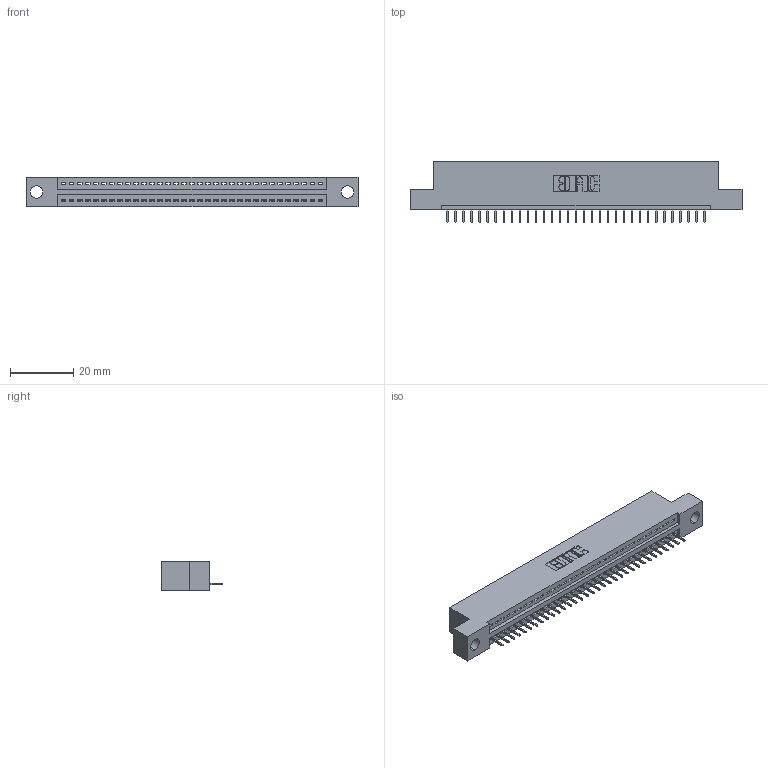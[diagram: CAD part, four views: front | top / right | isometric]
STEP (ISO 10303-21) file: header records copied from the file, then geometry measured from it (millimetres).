
FILE_DESCRIPTION (( 'STEP AP203' ), '1' );
FILE_NAME ('345-033-524-104.STEP', '2021-05-26T14:44:00', ( '' ), ( '' ), 'SwSTEP 2.0', 'SolidWorks 2020', '' );
FILE_SCHEMA (( 'CONFIG_CONTROL_DESIGN' ));
Length unit declared in the file: inch
Products named in the file (3): 345-292-001_345-293-124; 345 Part_Flush Mounting Lugs - 0.156 Dia-TI; 345-033-524-104
Assembly tree (34 placements, depth 2):
  345-033-524-104
    345 Part_Flush Mounting Lugs - 0.156 Dia-TI
    345-292-001_345-293-124  x33
Bounding box: 105.03 x 19.35 x 9.4 mm (x, y, z)
Volume: 9665.7 mm3; surface area: 12148.2 mm2
Topology: 34 solids, 34 shells, 2186 faces, 6317 edges, 4078 vertices
Faces by surface type: plane 1612, cylinder 574
Entity records: 26541 total; most frequent: CARTESIAN_POINT 4605, ORIENTED_EDGE 4570, DIRECTION 4035, EDGE_CURVE 2285, VECTOR 2025, LINE 2025, VERTEX_POINT 1518, AXIS2_PLACEMENT_3D 1005
